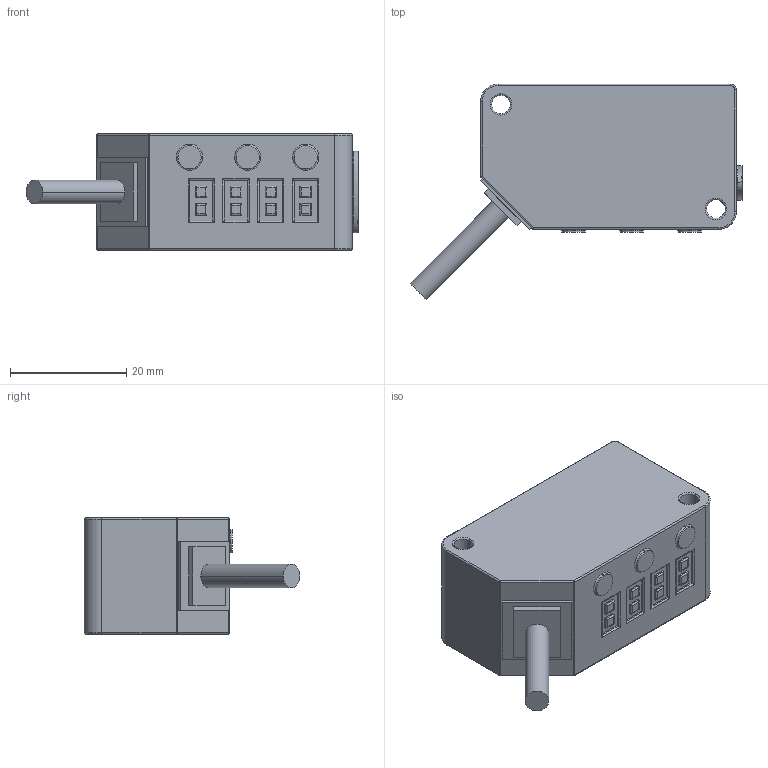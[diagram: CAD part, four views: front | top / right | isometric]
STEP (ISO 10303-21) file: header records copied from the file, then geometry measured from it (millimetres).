
FILE_DESCRIPTION (( 'STEP AP214' ), '1' );
FILE_NAME ('MS-慾嫖弇痄.STEP', '2021-08-27T09:23:46', ( '' ), ( '' ), 'SwSTEP 2.0', 'SolidWorks 2020', '' );
FILE_SCHEMA (( 'AUTOMOTIVE_DESIGN' ));
Length unit declared in the file: millimetre
Products named in the file (2): MS-慾嫖弇痄-01; MS-慾嫖弇痄
Assembly tree (1 placements, depth 2):
  MS-慾嫖弇痄
    MS-慾嫖弇痄-01
Bounding box: 57.15 x 37.15 x 20 mm (x, y, z)
Volume: 21107.7 mm3; surface area: 5576.8 mm2
Topology: 1 solids, 1 shells, 224 faces, 494 edges, 294 vertices
Faces by surface type: plane 101, cylinder 93, torus 22, bspline 4, sphere 4
Entity records: 6416 total; most frequent: CARTESIAN_POINT 1553, ORIENTED_EDGE 984, DIRECTION 976, EDGE_CURVE 492, AXIS2_PLACEMENT_3D 328, LINE 320, VECTOR 320, VERTEX_POINT 294
